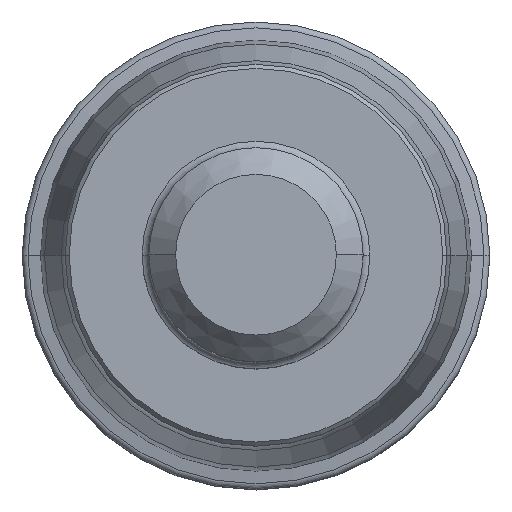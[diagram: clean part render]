
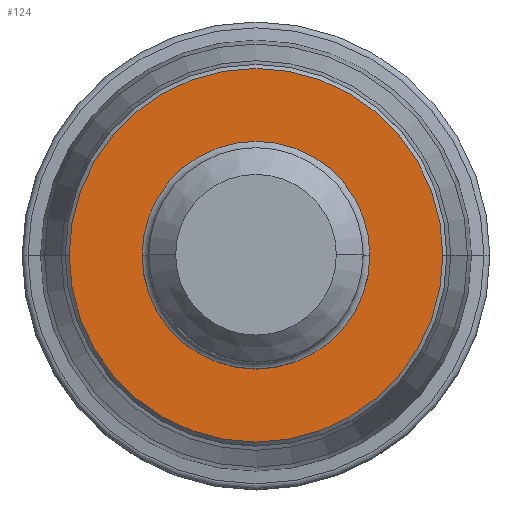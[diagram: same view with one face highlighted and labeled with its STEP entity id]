
A CAD part, top view. The second image highlights one B-rep face of the part: STEP entity #124.
In plain terms, the highlighted planar face has unit normal (0, 0, 1).
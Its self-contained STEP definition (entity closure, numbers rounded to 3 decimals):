
#43=PLANE('',#1351);
#48=FACE_BOUND('',#305,.T.);
#49=FACE_BOUND('',#306,.T.);
#124=ADVANCED_FACE('',(#48,#49),#43,.F.);
#305=EDGE_LOOP('',(#473,#474));
#306=EDGE_LOOP('',(#475,#476));
#473=ORIENTED_EDGE('',*,*,#809,.T.);
#474=ORIENTED_EDGE('',*,*,#810,.T.);
#475=ORIENTED_EDGE('',*,*,#811,.T.);
#476=ORIENTED_EDGE('',*,*,#812,.T.);
#697=VERTEX_POINT('',#2191);
#698=VERTEX_POINT('',#2192);
#699=VERTEX_POINT('',#2195);
#700=VERTEX_POINT('',#2196);
#809=EDGE_CURVE('',#697,#698,#967,.T.);
#810=EDGE_CURVE('',#698,#697,#968,.T.);
#811=EDGE_CURVE('',#699,#700,#969,.T.);
#812=EDGE_CURVE('',#700,#699,#970,.T.);
#967=CIRCLE('',#1347,13.95);
#968=CIRCLE('',#1348,13.95);
#969=CIRCLE('',#1349,8.5);
#970=CIRCLE('',#1350,8.5);
#1347=AXIS2_PLACEMENT_3D('',#2190,#1663,#1664);
#1348=AXIS2_PLACEMENT_3D('',#2193,#1665,#1666);
#1349=AXIS2_PLACEMENT_3D('',#2194,#1667,#1668);
#1350=AXIS2_PLACEMENT_3D('',#2197,#1669,#1670);
#1351=AXIS2_PLACEMENT_3D('',#2198,#1671,#1672);
#1663=DIRECTION('',(0.,0.,1.));
#1664=DIRECTION('',(-1.,0.,0.));
#1665=DIRECTION('',(0.,0.,1.));
#1666=DIRECTION('',(1.,0.,0.));
#1667=DIRECTION('',(0.,0.,-1.));
#1668=DIRECTION('',(1.,0.,0.));
#1669=DIRECTION('',(0.,0.,-1.));
#1670=DIRECTION('',(-1.,0.,0.));
#1671=DIRECTION('',(0.,0.,-1.));
#1672=DIRECTION('',(1.,0.,0.));
#2190=CARTESIAN_POINT('',(0.,0.,0.));
#2191=CARTESIAN_POINT('',(-13.95,0.,0.));
#2192=CARTESIAN_POINT('',(13.95,0.,0.));
#2193=CARTESIAN_POINT('',(0.,0.,0.));
#2194=CARTESIAN_POINT('',(0.,0.,0.));
#2195=CARTESIAN_POINT('',(8.5,0.,0.));
#2196=CARTESIAN_POINT('',(-8.5,0.,0.));
#2197=CARTESIAN_POINT('',(0.,0.,0.));
#2198=CARTESIAN_POINT('',(0.,0.,0.));
